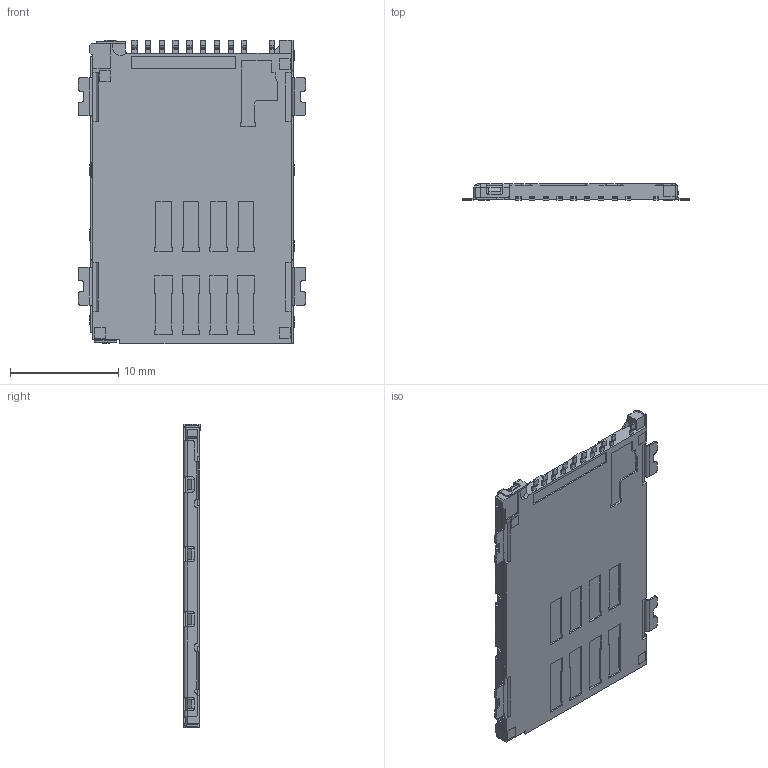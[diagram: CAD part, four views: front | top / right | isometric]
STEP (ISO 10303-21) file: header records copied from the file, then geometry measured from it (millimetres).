
FILE_DESCRIPTION (( 'STEP AP203' ), '1' );
FILE_NAME ('FMS008-6001-0(3D合致モデル).STEP', '2015-01-13T23:54:16', ( 'HP-Z400' ), ( 'Hewlett-Packard Company' ), 'SwSTEP 2.0', 'SolidWorks 2014', '' );
FILE_SCHEMA (( 'CONFIG_CONTROL_DESIGN' ));
Length unit declared in the file: millimetre
Products named in the file (1): FMS008-6001-0(3D合致モデル)
Bounding box: 21 x 1.5 x 28 mm (x, y, z)
Volume: 671.4 mm3; surface area: 1388.7 mm2
Topology: 1 solids, 1 shells, 893 faces, 2556 edges, 1653 vertices
Faces by surface type: plane 628, cylinder 262, cone 3
Entity records: 29663 total; most frequent: CARTESIAN_POINT 6497, ORIENTED_EDGE 5112, DIRECTION 4378, EDGE_CURVE 2556, VECTOR 2002, LINE 2002, VERTEX_POINT 1653, AXIS2_PLACEMENT_3D 1188
